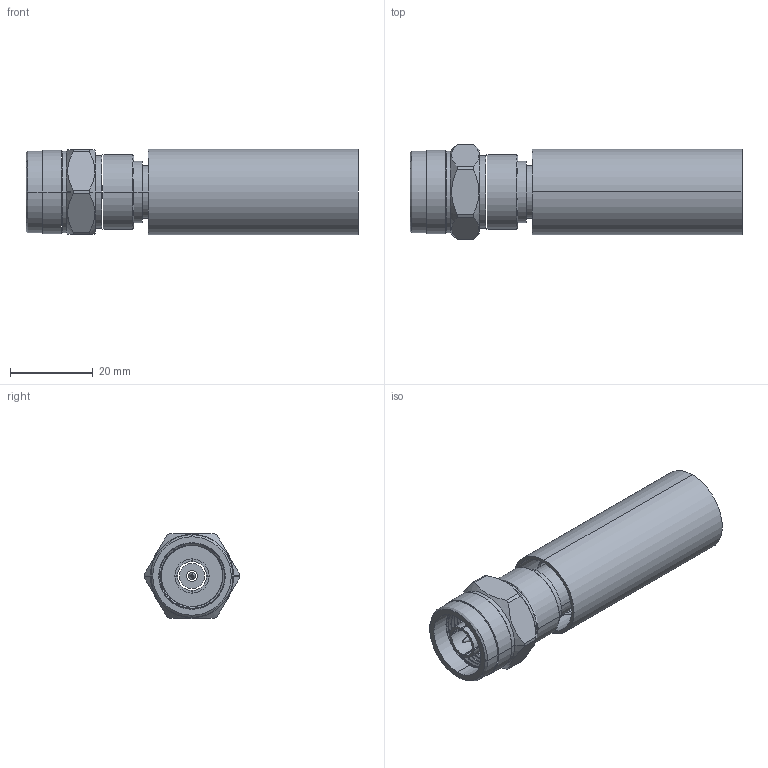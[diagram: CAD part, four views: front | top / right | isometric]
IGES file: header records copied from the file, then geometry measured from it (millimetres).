
Start section:  PTC IGES file: 082-6513.igs
Global section: file name: 082-6513.igs; native system: Pro/ENGINEER by Parametric Technology Corporation; preprocessor: 2010280; author: M.GOPI; organization: Unknown; date: 20120301.135930; units: millimetre
Bounding box: 80.44 x 23.11 x 20.65 mm (x, y, z)
Surface area: 10522.8 mm2 (no closed solid volume)
Topology: 0 solids, 0 shells, 82 faces, 382 edges, 382 vertices
Faces by surface type: revolution 62, bspline 20
